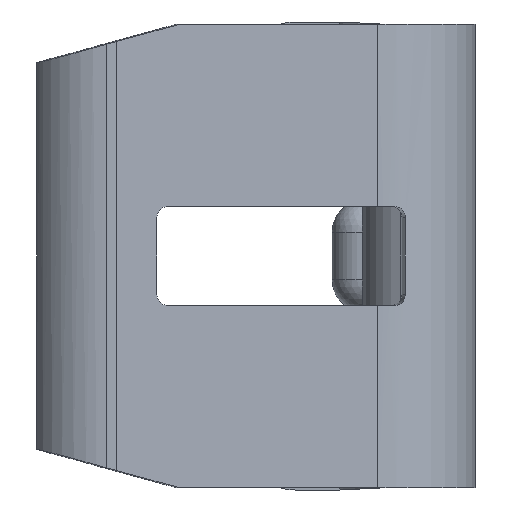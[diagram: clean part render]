
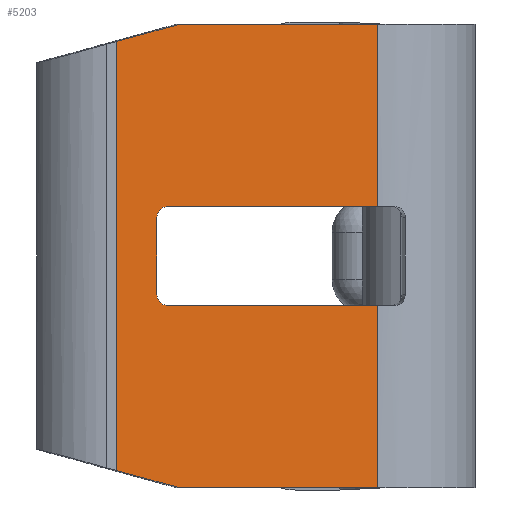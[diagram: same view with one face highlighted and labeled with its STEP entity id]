
A CAD part, left-side view. The second image highlights one B-rep face of the part: STEP entity #5203.
In plain terms, the highlighted planar face has unit normal (-0.993, -0.122, 0).
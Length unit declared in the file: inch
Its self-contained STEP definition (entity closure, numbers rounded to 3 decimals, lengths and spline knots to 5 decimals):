
#25 = EDGE_LOOP ( 'NONE', ( #6967, #12320, #7995, #8706, #2184, #548, #7482, #1148, #10503, #8472, #1173, #4030 ) ) ;
#510 = DIRECTION ( 'NONE',  ( 0.992, 0.122, 0. ) ) ;
#539 = EDGE_CURVE ( 'NONE', #9686, #2820, #11990, .T. ) ;
#548 = ORIENTED_EDGE ( 'NONE', *, *, #5358, .F. ) ;
#603 = CARTESIAN_POINT ( 'NONE',  ( -0.49152, 0.13264, -0.031 ) ) ;
#726 = VECTOR ( 'NONE', #9897, 39.37008 ) ;
#876 = LINE ( 'NONE', #8273, #10840 ) ;
#935 = LINE ( 'NONE', #11147, #5916 ) ;
#1148 = ORIENTED_EDGE ( 'NONE', *, *, #4188, .F. ) ;
#1173 = ORIENTED_EDGE ( 'NONE', *, *, #2464, .F. ) ;
#1322 = VERTEX_POINT ( 'NONE', #1336 ) ;
#1336 = CARTESIAN_POINT ( 'NONE',  ( -0.48979, 0.11864, -0.145 ) ) ;
#1337 = VECTOR ( 'NONE', #8042, 39.37008 ) ;
#1381 = CARTESIAN_POINT ( 'NONE',  ( -0.49066, 0.12569, -0.031 ) ) ;
#1600 = CARTESIAN_POINT ( 'NONE',  ( -0.49152, 0.13264, 0.024 ) ) ;
#1753 = DIRECTION ( 'NONE',  ( -0.118, 0.958, 0.261 ) ) ;
#1843 = VERTEX_POINT ( 'NONE', #11326 ) ;
#1896 = CARTESIAN_POINT ( 'NONE',  ( -0.49527, 0.1631, 0.13291 ) ) ;
#1898 = VERTEX_POINT ( 'NONE', #1381 ) ;
#2023 = CARTESIAN_POINT ( 'NONE',  ( -0.47447, -0.00557, -0.145 ) ) ;
#2184 = ORIENTED_EDGE ( 'NONE', *, *, #539, .T. ) ;
#2189 = CARTESIAN_POINT ( 'NONE',  ( -0.47447, -0.00557, 0.145 ) ) ;
#2342 = EDGE_CURVE ( 'NONE', #1843, #6560, #7121, .T. ) ;
#2464 = EDGE_CURVE ( 'NONE', #1322, #11063, #11170, .T. ) ;
#2713 = DIRECTION ( 'NONE',  ( 0.992, 0.122, 0. ) ) ;
#2820 = VERTEX_POINT ( 'NONE', #7937 ) ;
#3308 = CARTESIAN_POINT ( 'NONE',  ( -0.49152, 0.13264, 0.031 ) ) ;
#3358 = VERTEX_POINT ( 'NONE', #7037 ) ;
#3494 = VECTOR ( 'NONE', #1753, 39.37008 ) ;
#3548 = EDGE_CURVE ( 'NONE', #1898, #3358, #7728, .T. ) ;
#4030 = ORIENTED_EDGE ( 'NONE', *, *, #9356, .T. ) ;
#4111 = CARTESIAN_POINT ( 'NONE',  ( -0.47447, -0.00557, 0.031 ) ) ;
#4188 = EDGE_CURVE ( 'NONE', #9480, #6069, #11294, .T. ) ;
#4257 = FACE_OUTER_BOUND ( 'NONE', #25, .T. ) ;
#4443 = VECTOR ( 'NONE', #4508, 39.37008 ) ;
#4508 = DIRECTION ( 'NONE',  ( 0., 0., -1. ) ) ;
#4674 = DIRECTION ( 'NONE',  ( -0.122, 0.992, 0. ) ) ;
#5083 = CARTESIAN_POINT ( 'NONE',  ( -0.49462, 0.15785, 0.145 ) ) ;
#5203 = ADVANCED_FACE ( 'NONE', ( #4257 ), #12680, .F. ) ;
#5240 = DIRECTION ( 'NONE',  ( 0.992, 0.122, 0. ) ) ;
#5272 = DIRECTION ( 'NONE',  ( 0., 0., -1. ) ) ;
#5358 = EDGE_CURVE ( 'NONE', #10030, #2820, #935, .T. ) ;
#5457 = CARTESIAN_POINT ( 'NONE',  ( -0.49066, 0.12569, 0.024 ) ) ;
#5694 = CARTESIAN_POINT ( 'NONE',  ( -0.47447, -0.00557, 0.145 ) ) ;
#5916 = VECTOR ( 'NONE', #12157, 39.37008 ) ;
#5961 = CARTESIAN_POINT ( 'NONE',  ( -0.49462, 0.15785, -0.13434 ) ) ;
#6069 = VERTEX_POINT ( 'NONE', #10548 ) ;
#6306 = VECTOR ( 'NONE', #8250, 39.37008 ) ;
#6417 = VECTOR ( 'NONE', #6592, 39.37008 ) ;
#6459 = CARTESIAN_POINT ( 'NONE',  ( -0.49066, 0.12569, -0.024 ) ) ;
#6560 = VERTEX_POINT ( 'NONE', #8373 ) ;
#6592 = DIRECTION ( 'NONE',  ( 0.122, -0.992, 0. ) ) ;
#6967 = ORIENTED_EDGE ( 'NONE', *, *, #2342, .F. ) ;
#7037 = CARTESIAN_POINT ( 'NONE',  ( -0.49152, 0.13264, -0.024 ) ) ;
#7121 = LINE ( 'NONE', #10486, #4443 ) ;
#7464 = DIRECTION ( 'NONE',  ( -0.122, 0.992, 0. ) ) ;
#7482 = ORIENTED_EDGE ( 'NONE', *, *, #8886, .F. ) ;
#7590 = LINE ( 'NONE', #3308, #12279 ) ;
#7728 = CIRCLE ( 'NONE', #11386, 0.007 ) ;
#7937 = CARTESIAN_POINT ( 'NONE',  ( -0.49066, 0.12569, 0.031 ) ) ;
#7995 = ORIENTED_EDGE ( 'NONE', *, *, #3548, .T. ) ;
#8042 = DIRECTION ( 'NONE',  ( 0.122, -0.992, 0. ) ) ;
#8056 = VECTOR ( 'NONE', #8216, 39.37008 ) ;
#8067 = LINE ( 'NONE', #2023, #1337 ) ;
#8216 = DIRECTION ( 'NONE',  ( 0., 0., -1. ) ) ;
#8250 = DIRECTION ( 'NONE',  ( 0.122, -0.992, 0. ) ) ;
#8273 = CARTESIAN_POINT ( 'NONE',  ( -0.47447, -0.00557, 0.145 ) ) ;
#8373 = CARTESIAN_POINT ( 'NONE',  ( -0.47447, -0.00557, -0.145 ) ) ;
#8454 = EDGE_CURVE ( 'NONE', #9686, #3358, #7590, .T. ) ;
#8472 = ORIENTED_EDGE ( 'NONE', *, *, #10092, .T. ) ;
#8672 = LINE ( 'NONE', #5083, #8056 ) ;
#8706 = ORIENTED_EDGE ( 'NONE', *, *, #8454, .F. ) ;
#8886 = EDGE_CURVE ( 'NONE', #6069, #10030, #876, .T. ) ;
#9041 = CARTESIAN_POINT ( 'NONE',  ( -0.49462, 0.15785, 0.13434 ) ) ;
#9275 = EDGE_CURVE ( 'NONE', #11103, #9480, #11312, .T. ) ;
#9282 = DIRECTION ( 'NONE',  ( 0., 0., -1. ) ) ;
#9356 = EDGE_CURVE ( 'NONE', #1322, #6560, #8067, .T. ) ;
#9375 = CARTESIAN_POINT ( 'NONE',  ( -0.48979, 0.11864, 0.145 ) ) ;
#9480 = VERTEX_POINT ( 'NONE', #9375 ) ;
#9490 = AXIS2_PLACEMENT_3D ( 'NONE', #5694, #2713, #9718 ) ;
#9586 = CARTESIAN_POINT ( 'NONE',  ( -0.48979, 0.11864, -0.145 ) ) ;
#9686 = VERTEX_POINT ( 'NONE', #1600 ) ;
#9718 = DIRECTION ( 'NONE',  ( -0.122, 0.992, 0. ) ) ;
#9897 = DIRECTION ( 'NONE',  ( 0.118, -0.958, 0.261 ) ) ;
#10030 = VERTEX_POINT ( 'NONE', #4111 ) ;
#10092 = EDGE_CURVE ( 'NONE', #11103, #11063, #8672, .T. ) ;
#10178 = AXIS2_PLACEMENT_3D ( 'NONE', #5457, #5240, #4674 ) ;
#10486 = CARTESIAN_POINT ( 'NONE',  ( -0.47447, -0.00557, 0.145 ) ) ;
#10503 = ORIENTED_EDGE ( 'NONE', *, *, #9275, .F. ) ;
#10548 = CARTESIAN_POINT ( 'NONE',  ( -0.47447, -0.00557, 0.145 ) ) ;
#10840 = VECTOR ( 'NONE', #5272, 39.37008 ) ;
#11063 = VERTEX_POINT ( 'NONE', #5961 ) ;
#11103 = VERTEX_POINT ( 'NONE', #9041 ) ;
#11147 = CARTESIAN_POINT ( 'NONE',  ( -0.4723, -0.02318, 0.031 ) ) ;
#11170 = LINE ( 'NONE', #9586, #3494 ) ;
#11294 = LINE ( 'NONE', #2189, #6306 ) ;
#11312 = LINE ( 'NONE', #1896, #726 ) ;
#11326 = CARTESIAN_POINT ( 'NONE',  ( -0.47447, -0.00557, -0.031 ) ) ;
#11386 = AXIS2_PLACEMENT_3D ( 'NONE', #6459, #510, #7464 ) ;
#11712 = LINE ( 'NONE', #603, #6417 ) ;
#11990 = CIRCLE ( 'NONE', #10178, 0.007 ) ;
#12157 = DIRECTION ( 'NONE',  ( -0.122, 0.992, 0. ) ) ;
#12279 = VECTOR ( 'NONE', #9282, 39.37008 ) ;
#12320 = ORIENTED_EDGE ( 'NONE', *, *, #12356, .F. ) ;
#12356 = EDGE_CURVE ( 'NONE', #1898, #1843, #11712, .T. ) ;
#12680 = PLANE ( 'NONE',  #9490 ) ;
